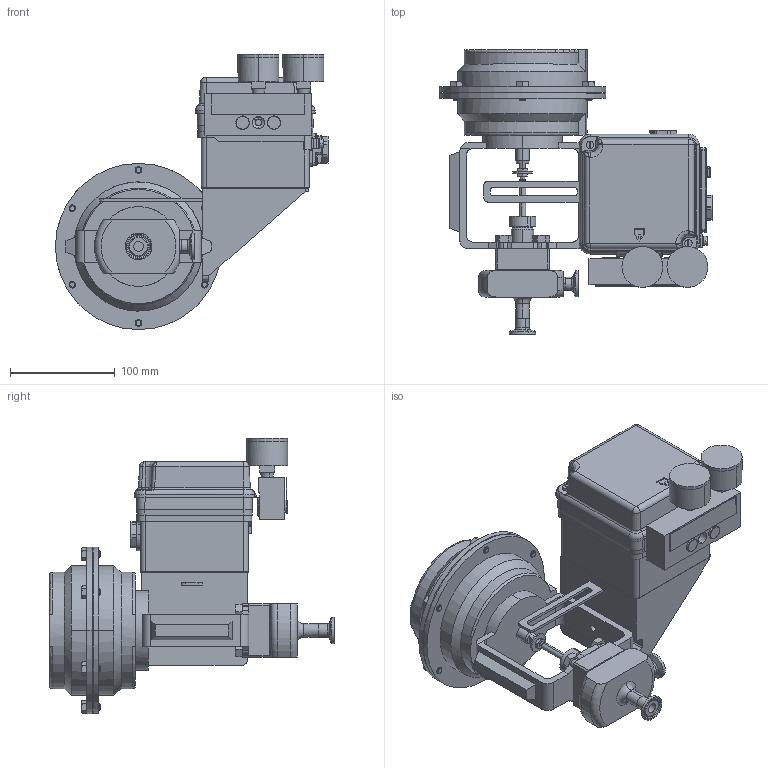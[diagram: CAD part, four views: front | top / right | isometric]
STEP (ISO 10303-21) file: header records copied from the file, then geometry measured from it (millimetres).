
FILE_DESCRIPTION (( 'STEP AP203' ), '1' );
FILE_NAME ('978SP-050-LF-14M-16IP.STEP', '2017-06-14T15:26:01', ( '' ), ( '' ), 'SwSTEP 2.0', 'SolidWorks 2014', '' );
FILE_SCHEMA (( 'CONFIG_CONTROL_DESIGN' ));
Length unit declared in the file: inch
Products named in the file (2): 978SP-050-LF-14M-16IP
Bounding box: 260.93 x 272.11 x 263 mm (x, y, z)
Volume: 2831916 mm3; surface area: 281678.5 mm2
Topology: 3 solids, 4 shells, 1069 faces, 2666 edges, 1649 vertices
Faces by surface type: plane 488, cylinder 315, cone 156, bspline 82, torus 28
Entity records: 35308 total; most frequent: CARTESIAN_POINT 10246, ORIENTED_EDGE 5300, DIRECTION 5065, EDGE_CURVE 2650, AXIS2_PLACEMENT_3D 1846, VERTEX_POINT 1649, LINE 1373, VECTOR 1373
